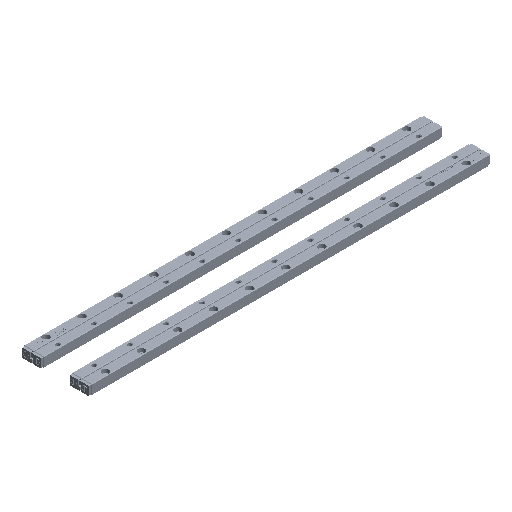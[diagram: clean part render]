
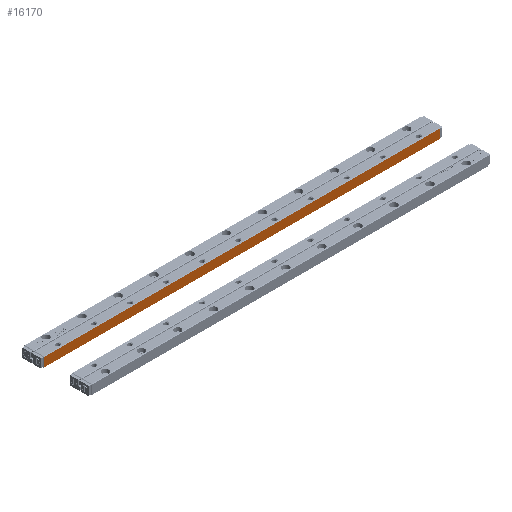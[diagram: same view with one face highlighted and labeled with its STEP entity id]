
A CAD part, isometric view. The second image highlights one B-rep face of the part: STEP entity #16170.
In plain terms, the highlighted planar face has unit normal (0, -1, 0).
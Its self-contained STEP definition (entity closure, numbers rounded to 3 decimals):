
#12475=FACE_OUTER_BOUND('',#31855,.T.);
#16170=ADVANCED_FACE('',(#12475),#20652,.T.);
#20652=PLANE('',#92447);
#31855=EDGE_LOOP('',(#41201,#41202,#41203,#41204));
#41201=ORIENTED_EDGE('',*,*,#70681,.T.);
#41202=ORIENTED_EDGE('',*,*,#70682,.T.);
#41203=ORIENTED_EDGE('',*,*,#70683,.T.);
#41204=ORIENTED_EDGE('',*,*,#70684,.T.);
#62053=VERTEX_POINT('',#132231);
#62054=VERTEX_POINT('',#132232);
#62055=VERTEX_POINT('',#132234);
#62056=VERTEX_POINT('',#132236);
#70681=EDGE_CURVE('',#62053,#62054,#81673,.T.);
#70682=EDGE_CURVE('',#62054,#62055,#81674,.T.);
#70683=EDGE_CURVE('',#62055,#62056,#81675,.T.);
#70684=EDGE_CURVE('',#62056,#62053,#81676,.T.);
#81673=LINE('',#132230,#87405);
#81674=LINE('',#132233,#87406);
#81675=LINE('',#132235,#87407);
#81676=LINE('',#132237,#87408);
#87405=VECTOR('',#103910,1.);
#87406=VECTOR('',#103911,1.);
#87407=VECTOR('',#103912,1.);
#87408=VECTOR('',#103913,1.);
#92447=AXIS2_PLACEMENT_3D('',#132238,#103914,#103915);
#103910=DIRECTION('',(0.,0.,-1.));
#103911=DIRECTION('',(1.,0.,0.));
#103912=DIRECTION('',(0.,0.,1.));
#103913=DIRECTION('',(-1.,0.,0.));
#103914=DIRECTION('',(0.,-1.,0.));
#103915=DIRECTION('',(0.,0.,-1.));
#132230=CARTESIAN_POINT('',(0.5,53.,0.));
#132231=CARTESIAN_POINT('',(0.5,53.,10.5));
#132232=CARTESIAN_POINT('',(0.5,53.,0.5));
#132233=CARTESIAN_POINT('',(220.,53.,0.5));
#132234=CARTESIAN_POINT('',(439.5,53.,0.5));
#132235=CARTESIAN_POINT('',(439.5,53.,0.));
#132236=CARTESIAN_POINT('',(439.5,53.,10.5));
#132237=CARTESIAN_POINT('',(220.,53.,10.5));
#132238=CARTESIAN_POINT('',(220.,53.,0.));
